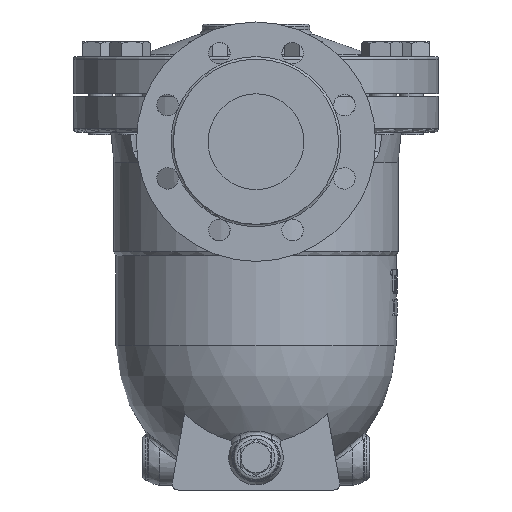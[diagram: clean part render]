
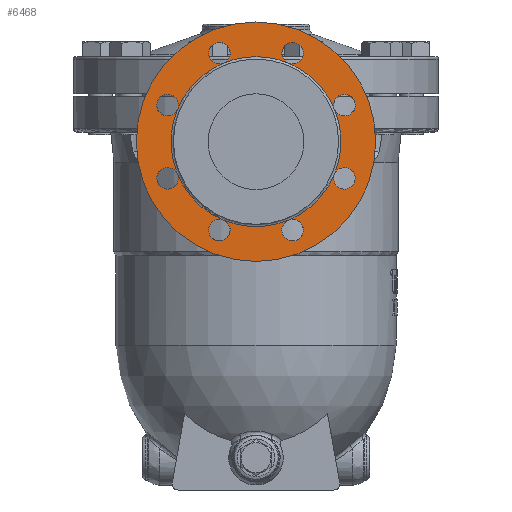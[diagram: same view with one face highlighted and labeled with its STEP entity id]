
A CAD part, left-side view. The second image highlights one B-rep face of the part: STEP entity #6468.
In plain terms, the highlighted planar face has unit normal (-1, 0, 0).
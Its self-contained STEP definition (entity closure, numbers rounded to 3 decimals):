
#1124=PLANE('',#6936);
#1295=FACE_BOUND('',#1915,.T.);
#1459=FACE_OUTER_BOUND('',#1914,.T.);
#1914=EDGE_LOOP('',(#4519));
#1915=EDGE_LOOP('',(#4520,#4521,#4522,#4523,#4524,#4525,#4526,#4527,#4528,
#4529,#4530,#4531,#4532,#4533,#4534,#4535));
#2521=CIRCLE('',#6927,71.);
#2522=CIRCLE('',#6928,71.);
#2523=CIRCLE('',#6929,71.);
#2524=CIRCLE('',#6930,71.);
#2525=CIRCLE('',#6931,71.);
#2526=CIRCLE('',#6932,71.);
#2527=CIRCLE('',#6933,71.);
#2528=CIRCLE('',#6934,71.);
#2530=CIRCLE('',#6937,100.);
#2531=CIRCLE('',#6938,9.);
#2532=CIRCLE('',#6939,9.);
#2533=CIRCLE('',#6940,9.);
#2534=CIRCLE('',#6941,9.);
#2535=CIRCLE('',#6942,9.);
#2536=CIRCLE('',#6943,9.);
#2537=CIRCLE('',#6944,9.);
#2538=CIRCLE('',#6945,9.);
#2881=VERTEX_POINT('',#9435);
#2882=VERTEX_POINT('',#9436);
#2883=VERTEX_POINT('',#9438);
#2884=VERTEX_POINT('',#9440);
#2885=VERTEX_POINT('',#9442);
#2886=VERTEX_POINT('',#9444);
#2887=VERTEX_POINT('',#9446);
#2888=VERTEX_POINT('',#9448);
#2890=VERTEX_POINT('',#9454);
#3534=EDGE_CURVE('',#2881,#2882,#2521,.T.);
#3535=EDGE_CURVE('',#2882,#2883,#2522,.T.);
#3536=EDGE_CURVE('',#2883,#2884,#2523,.T.);
#3537=EDGE_CURVE('',#2884,#2885,#2524,.T.);
#3538=EDGE_CURVE('',#2885,#2886,#2525,.T.);
#3539=EDGE_CURVE('',#2886,#2887,#2526,.T.);
#3540=EDGE_CURVE('',#2887,#2888,#2527,.T.);
#3541=EDGE_CURVE('',#2888,#2881,#2528,.T.);
#3543=EDGE_CURVE('',#2890,#2890,#2530,.T.);
#3544=EDGE_CURVE('',#2888,#2888,#2531,.T.);
#3545=EDGE_CURVE('',#2887,#2887,#2532,.T.);
#3546=EDGE_CURVE('',#2886,#2886,#2533,.T.);
#3547=EDGE_CURVE('',#2885,#2885,#2534,.T.);
#3548=EDGE_CURVE('',#2884,#2884,#2535,.T.);
#3549=EDGE_CURVE('',#2883,#2883,#2536,.T.);
#3550=EDGE_CURVE('',#2882,#2882,#2537,.T.);
#3551=EDGE_CURVE('',#2881,#2881,#2538,.T.);
#4519=ORIENTED_EDGE('',*,*,#3543,.T.);
#4520=ORIENTED_EDGE('',*,*,#3544,.T.);
#4521=ORIENTED_EDGE('',*,*,#3540,.F.);
#4522=ORIENTED_EDGE('',*,*,#3545,.T.);
#4523=ORIENTED_EDGE('',*,*,#3539,.F.);
#4524=ORIENTED_EDGE('',*,*,#3546,.T.);
#4525=ORIENTED_EDGE('',*,*,#3538,.F.);
#4526=ORIENTED_EDGE('',*,*,#3547,.T.);
#4527=ORIENTED_EDGE('',*,*,#3537,.F.);
#4528=ORIENTED_EDGE('',*,*,#3548,.T.);
#4529=ORIENTED_EDGE('',*,*,#3536,.F.);
#4530=ORIENTED_EDGE('',*,*,#3549,.T.);
#4531=ORIENTED_EDGE('',*,*,#3535,.F.);
#4532=ORIENTED_EDGE('',*,*,#3550,.T.);
#4533=ORIENTED_EDGE('',*,*,#3534,.F.);
#4534=ORIENTED_EDGE('',*,*,#3551,.T.);
#4535=ORIENTED_EDGE('',*,*,#3541,.F.);
#6468=ADVANCED_FACE('',(#1459,#1295),#1124,.F.);
#6927=AXIS2_PLACEMENT_3D('',#9437,#7703,#7704);
#6928=AXIS2_PLACEMENT_3D('',#9439,#7705,#7706);
#6929=AXIS2_PLACEMENT_3D('',#9441,#7707,#7708);
#6930=AXIS2_PLACEMENT_3D('',#9443,#7709,#7710);
#6931=AXIS2_PLACEMENT_3D('',#9445,#7711,#7712);
#6932=AXIS2_PLACEMENT_3D('',#9447,#7713,#7714);
#6933=AXIS2_PLACEMENT_3D('',#9449,#7715,#7716);
#6934=AXIS2_PLACEMENT_3D('',#9450,#7717,#7718);
#6936=AXIS2_PLACEMENT_3D('',#9453,#7721,#7722);
#6937=AXIS2_PLACEMENT_3D('',#9455,#7723,#7724);
#6938=AXIS2_PLACEMENT_3D('',#9456,#7725,#7726);
#6939=AXIS2_PLACEMENT_3D('',#9457,#7727,#7728);
#6940=AXIS2_PLACEMENT_3D('',#9458,#7729,#7730);
#6941=AXIS2_PLACEMENT_3D('',#9459,#7731,#7732);
#6942=AXIS2_PLACEMENT_3D('',#9460,#7733,#7734);
#6943=AXIS2_PLACEMENT_3D('',#9461,#7735,#7736);
#6944=AXIS2_PLACEMENT_3D('',#9462,#7737,#7738);
#6945=AXIS2_PLACEMENT_3D('',#9463,#7739,#7740);
#7703=DIRECTION('center_axis',(-1.,0.,0.));
#7704=DIRECTION('ref_axis',(0.,0.,
-1.));
#7705=DIRECTION('center_axis',(-1.,0.,0.));
#7706=DIRECTION('ref_axis',(0.,0.,
-1.));
#7707=DIRECTION('center_axis',(-1.,0.,0.));
#7708=DIRECTION('ref_axis',(0.,0.,
-1.));
#7709=DIRECTION('center_axis',(-1.,0.,0.));
#7710=DIRECTION('ref_axis',(0.,0.,
-1.));
#7711=DIRECTION('center_axis',(-1.,0.,0.));
#7712=DIRECTION('ref_axis',(0.,0.,
-1.));
#7713=DIRECTION('center_axis',(-1.,0.,0.));
#7714=DIRECTION('ref_axis',(0.,0.,
-1.));
#7715=DIRECTION('center_axis',(-1.,0.,0.));
#7716=DIRECTION('ref_axis',(0.,0.,
-1.));
#7717=DIRECTION('center_axis',(-1.,0.,0.));
#7718=DIRECTION('ref_axis',(0.,0.,
-1.));
#7721=DIRECTION('center_axis',(1.,0.,0.));
#7722=DIRECTION('ref_axis',(0.,0.,-1.));
#7723=DIRECTION('center_axis',(-1.,0.,0.));
#7724=DIRECTION('ref_axis',(0.,0.,1.));
#7725=DIRECTION('center_axis',(1.,0.,0.));
#7726=DIRECTION('ref_axis',(0.,1.,0.));
#7727=DIRECTION('center_axis',(1.,0.,0.));
#7728=DIRECTION('ref_axis',(0.,0.707,0.707));
#7729=DIRECTION('center_axis',(1.,0.,0.));
#7730=DIRECTION('ref_axis',(0.,0.,1.));
#7731=DIRECTION('center_axis',(1.,0.,0.));
#7732=DIRECTION('ref_axis',(0.,-0.707,0.707));
#7733=DIRECTION('center_axis',(1.,0.,0.));
#7734=DIRECTION('ref_axis',(0.,-1.,0.));
#7735=DIRECTION('center_axis',(1.,0.,0.));
#7736=DIRECTION('ref_axis',(0.,-0.707,-0.707));
#7737=DIRECTION('center_axis',(1.,0.,0.));
#7738=DIRECTION('ref_axis',(0.,0.,-1.));
#7739=DIRECTION('center_axis',(1.,0.,0.));
#7740=DIRECTION('ref_axis',(0.,0.707,-0.707));
#9435=CARTESIAN_POINT('',(-244.,-27.171,27.595));
#9436=CARTESIAN_POINT('',(-244.,27.171,27.595));
#9437=CARTESIAN_POINT('Origin',(-244.,0.,-38.));
#9438=CARTESIAN_POINT('',(-244.,65.595,-10.829));
#9439=CARTESIAN_POINT('Origin',(-244.,0.,-38.));
#9440=CARTESIAN_POINT('',(-244.,65.595,-65.171));
#9441=CARTESIAN_POINT('Origin',(-244.,0.,-38.));
#9442=CARTESIAN_POINT('',(-244.,27.171,-103.595));
#9443=CARTESIAN_POINT('Origin',(-244.,0.,-38.));
#9444=CARTESIAN_POINT('',(-244.,-27.171,-103.595));
#9445=CARTESIAN_POINT('Origin',(-244.,0.,-38.));
#9446=CARTESIAN_POINT('',(-244.,-65.595,-65.171));
#9447=CARTESIAN_POINT('Origin',(-244.,0.,-38.));
#9448=CARTESIAN_POINT('',(-244.,-65.595,-10.829));
#9449=CARTESIAN_POINT('Origin',(-244.,0.,-38.));
#9450=CARTESIAN_POINT('Origin',(-244.,0.,-38.));
#9453=CARTESIAN_POINT('Origin',(-244.,0.,46.5));
#9454=CARTESIAN_POINT('',(-244.,0.,62.));
#9455=CARTESIAN_POINT('Origin',(-244.,0.,-38.));
#9456=CARTESIAN_POINT('Origin',(-244.,-73.91,-7.385));
#9457=CARTESIAN_POINT('Origin',(-244.,-73.91,-68.615));
#9458=CARTESIAN_POINT('Origin',(-244.,-30.615,-111.91));
#9459=CARTESIAN_POINT('Origin',(-244.,30.615,-111.91));
#9460=CARTESIAN_POINT('Origin',(-244.,73.91,-68.615));
#9461=CARTESIAN_POINT('Origin',(-244.,73.91,-7.385));
#9462=CARTESIAN_POINT('Origin',(-244.,30.615,35.91));
#9463=CARTESIAN_POINT('Origin',(-244.,-30.615,35.91));
